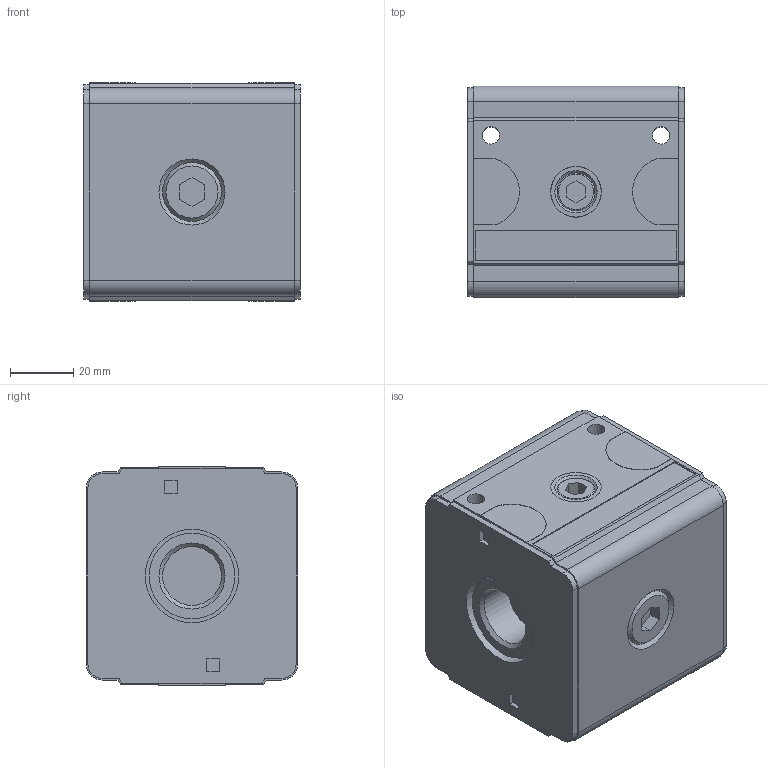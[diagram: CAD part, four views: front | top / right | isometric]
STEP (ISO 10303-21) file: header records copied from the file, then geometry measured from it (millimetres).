
FILE_DESCRIPTION( ( 'STEP AP203' ), ' ' );
FILE_NAME( '9.4033.200.stp', '2017-04-10T13:31:46', ( '' ), ( '' ), ' ', 'PARTsolutions', ' ' );
FILE_SCHEMA( ( 'CONFIG_CONTROL_DESIGN' ) );
Length unit declared in the file: millimetre
Products named in the file (2): 9.4033.200; _T 33-00000-G
Assembly tree (1 placements, depth 2):
  9.4033.200
    _T 33-00000-G
Bounding box: 68.8 x 67 x 69.2 mm (x, y, z)
Volume: 298185.6 mm3; surface area: 32507.6 mm2
Topology: 1 solids, 1 shells, 173 faces, 420 edges, 278 vertices
Faces by surface type: plane 133, cylinder 29, cone 11
Full cylindrical faces by diameter (mm): 5.5 x2, 16 x2, 16.1 x2, 18.631 x2, 23 x1, 27.2 x1, 27.3 x1, 29.6 x2
Entity records: 4977 total; most frequent: CARTESIAN_POINT 847, DIRECTION 818, ORIENTED_EDGE 790, EDGE_CURVE 395, LINE 322, VECTOR 322, VERTEX_POINT 277, AXIS2_PLACEMENT_3D 248
